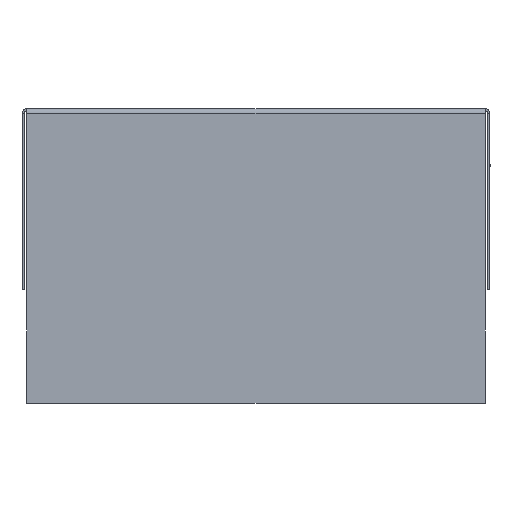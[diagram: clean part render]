
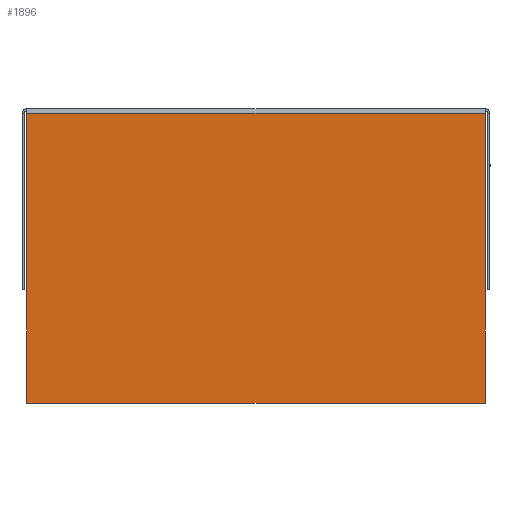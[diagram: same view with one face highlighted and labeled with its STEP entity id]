
A CAD part, left-side view. The second image highlights one B-rep face of the part: STEP entity #1896.
In plain terms, the highlighted planar face has unit normal (-1, 0, 0).
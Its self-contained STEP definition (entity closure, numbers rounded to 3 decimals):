
#110=PLANE('',#2107);
#187=FACE_OUTER_BOUND('',#327,.T.);
#327=EDGE_LOOP('',(#1618,#1619,#1620,#1621));
#485=LINE('',#3140,#639);
#490=LINE('',#3151,#644);
#495=LINE('',#3165,#649);
#497=LINE('',#3168,#651);
#639=VECTOR('',#2575,10.);
#644=VECTOR('',#2586,1.44);
#649=VECTOR('',#2603,10.);
#651=VECTOR('',#2607,10.);
#935=VERTEX_POINT('',#3138);
#936=VERTEX_POINT('',#3139);
#939=VERTEX_POINT('',#3149);
#942=VERTEX_POINT('',#3164);
#1170=EDGE_CURVE('',#935,#936,#485,.T.);
#1177=EDGE_CURVE('',#939,#936,#490,.T.);
#1184=EDGE_CURVE('',#935,#942,#495,.T.);
#1186=EDGE_CURVE('',#942,#939,#497,.T.);
#1618=ORIENTED_EDGE('',*,*,#1170,.T.);
#1619=ORIENTED_EDGE('',*,*,#1177,.F.);
#1620=ORIENTED_EDGE('',*,*,#1186,.F.);
#1621=ORIENTED_EDGE('',*,*,#1184,.F.);
#1896=ADVANCED_FACE('',(#187),#110,.T.);
#2107=AXIS2_PLACEMENT_3D('',#3169,#2608,#2609);
#2575=DIRECTION('',(0.,1.,0.));
#2586=DIRECTION('',(0.,0.,1.));
#2603=DIRECTION('',(0.,0.,-1.));
#2607=DIRECTION('',(0.,1.,0.));
#2608=DIRECTION('center_axis',(-1.,0.,
0.));
#2609=DIRECTION('ref_axis',(0.,0.,1.));
#3138=CARTESIAN_POINT('',(-48.499,-223.01,-1.));
#3139=CARTESIAN_POINT('',(-48.5,-20.4,-1.));
#3140=CARTESIAN_POINT('',(-48.499,-121.705,-1.));
#3149=CARTESIAN_POINT('',(-48.5,-20.4,-129.));
#3151=CARTESIAN_POINT('',(-48.5,-20.4,3.524));
#3164=CARTESIAN_POINT('',(-48.499,-223.01,-129.));
#3165=CARTESIAN_POINT('',(-48.499,-223.01,-1.));
#3168=CARTESIAN_POINT('',(-48.499,-223.01,-129.));
#3169=CARTESIAN_POINT('Origin',(-48.499,-121.705,-63.869));
